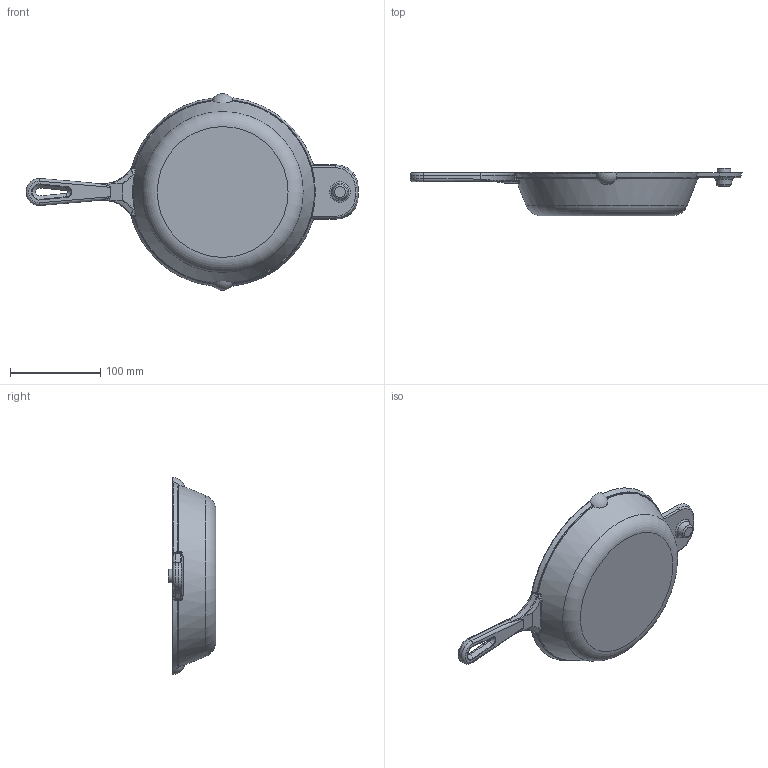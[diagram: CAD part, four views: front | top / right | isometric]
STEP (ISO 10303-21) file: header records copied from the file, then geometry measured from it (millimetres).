
FILE_DESCRIPTION(/* description */ (''),/* implementation_level */ '2;1');
FILE_NAME(/* name */ 'Lodge L5SK3 Cast Iron Skillet v3.step',/* time_stamp */ '2023-04-13T21:07:10-04:00',/* author */ (''),/* organization */ (''),/* preprocessor_version */ 'ST-DEVELOPER v19.2',/* originating_system */ 'Autodesk Translation Framework v11.17.0.187',/* authorisation */ '');
FILE_SCHEMA (('AUTOMOTIVE_DESIGN { 1 0 10303 214 3 1 1 }'));
Length unit declared in the file: millimetre
Products named in the file (1): Lodge L5SK3 Cast Iron Skillet
Bounding box: 368 x 53 x 217.99 mm (x, y, z)
Volume: 239510.2 mm3; surface area: 115727.8 mm2
Topology: 1 solids, 1 shells, 145 faces, 347 edges, 199 vertices
Faces by surface type: bspline 43, cylinder 25, plane 24, torus 24, sphere 15, cone 14
Full cylindrical faces by diameter (mm): 15 x1
Entity records: 7326 total; most frequent: CARTESIAN_POINT 4208, ORIENTED_EDGE 678, DIRECTION 623, EDGE_CURVE 339, AXIS2_PLACEMENT_3D 276, VERTEX_POINT 199, EDGE_LOOP 150, CIRCLE 147
